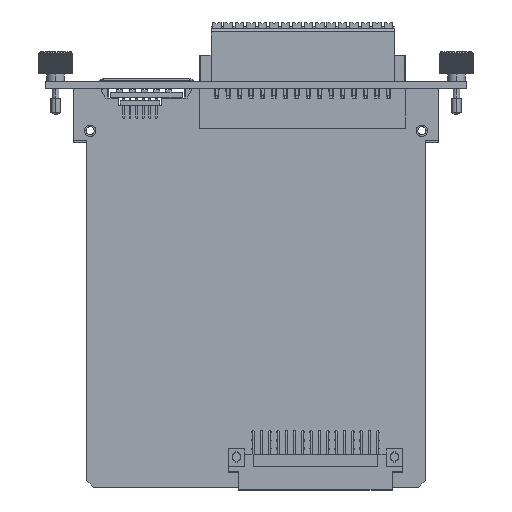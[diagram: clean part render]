
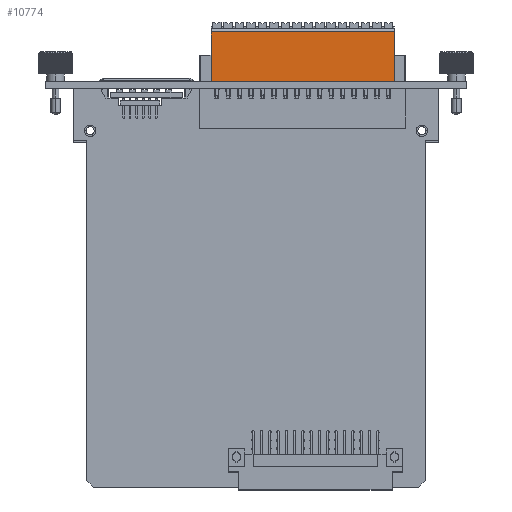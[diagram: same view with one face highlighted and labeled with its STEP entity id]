
A CAD part, top view. The second image highlights one B-rep face of the part: STEP entity #10774.
In plain terms, the highlighted face is planar.
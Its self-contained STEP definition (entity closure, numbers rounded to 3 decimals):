
#1234 = CARTESIAN_POINT ( 'NONE',  ( -7., 7.5, 16.95 ) ) ;
#1577 = VECTOR ( 'NONE', #42021, 1000. ) ;
#3624 = DIRECTION ( 'NONE',  ( 1., 0., 0. ) ) ;
#7290 = VERTEX_POINT ( 'NONE', #1234 ) ;
#10774 = ADVANCED_FACE ( 'NONE', ( #118979 ), #40550, .F. ) ;
#18467 = VECTOR ( 'NONE', #157599, 1000. ) ;
#21468 = ORIENTED_EDGE ( 'NONE', *, *, #76394, .F. ) ;
#26081 = ORIENTED_EDGE ( 'NONE', *, *, #90169, .F. ) ;
#27534 = VERTEX_POINT ( 'NONE', #95838 ) ;
#27693 = EDGE_LOOP ( 'NONE', ( #57884, #46746, #26081, #21468 ) ) ;
#33412 = VERTEX_POINT ( 'NONE', #116501 ) ;
#40550 = PLANE ( 'NONE',  #159906 ) ;
#42021 = DIRECTION ( 'NONE',  ( 0., 0., 1. ) ) ;
#46746 = ORIENTED_EDGE ( 'NONE', *, *, #89986, .T. ) ;
#55546 = CARTESIAN_POINT ( 'NONE',  ( 49., 7.5, 1.75 ) ) ;
#55763 = LINE ( 'NONE', #106683, #18467 ) ;
#57884 = ORIENTED_EDGE ( 'NONE', *, *, #135824, .F. ) ;
#63093 = VECTOR ( 'NONE', #3624, 1000. ) ;
#67002 = LINE ( 'NONE', #91185, #63093 ) ;
#76394 = EDGE_CURVE ( 'NONE', #33412, #27534, #89617, .T. ) ;
#77129 = CARTESIAN_POINT ( 'NONE',  ( 49., 7.5, 1.75 ) ) ;
#88173 = CARTESIAN_POINT ( 'NONE',  ( 49., 7.5, 16.95 ) ) ;
#89617 = LINE ( 'NONE', #77129, #1577 ) ;
#89986 = EDGE_CURVE ( 'NONE', #156507, #7290, #55763, .T. ) ;
#90169 = EDGE_CURVE ( 'NONE', #27534, #7290, #101538, .T. ) ;
#91185 = CARTESIAN_POINT ( 'NONE',  ( 49., 7.5, 1.75 ) ) ;
#91446 = DIRECTION ( 'NONE',  ( 0., -1., 0. ) ) ;
#95838 = CARTESIAN_POINT ( 'NONE',  ( 49., 7.5, 16.95 ) ) ;
#101538 = LINE ( 'NONE', #88173, #157225 ) ;
#106683 = CARTESIAN_POINT ( 'NONE',  ( -7., 7.5, 1.75 ) ) ;
#116501 = CARTESIAN_POINT ( 'NONE',  ( 49., 7.5, 1.75 ) ) ;
#118979 = FACE_OUTER_BOUND ( 'NONE', #27693, .T. ) ;
#135824 = EDGE_CURVE ( 'NONE', #156507, #33412, #67002, .T. ) ;
#140723 = DIRECTION ( 'NONE',  ( 0., 0., -1. ) ) ;
#143862 = CARTESIAN_POINT ( 'NONE',  ( -7., 7.5, 1.75 ) ) ;
#156507 = VERTEX_POINT ( 'NONE', #143862 ) ;
#157225 = VECTOR ( 'NONE', #164966, 1000. ) ;
#157599 = DIRECTION ( 'NONE',  ( 0., 0., 1. ) ) ;
#159906 = AXIS2_PLACEMENT_3D ( 'NONE', #55546, #91446, #140723 ) ;
#164966 = DIRECTION ( 'NONE',  ( -1., 0., 0. ) ) ;
